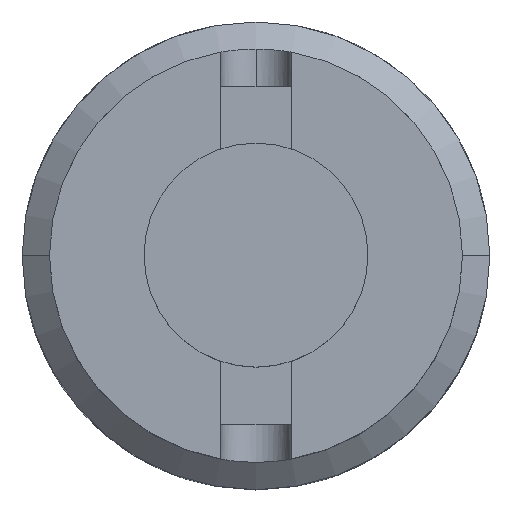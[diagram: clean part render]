
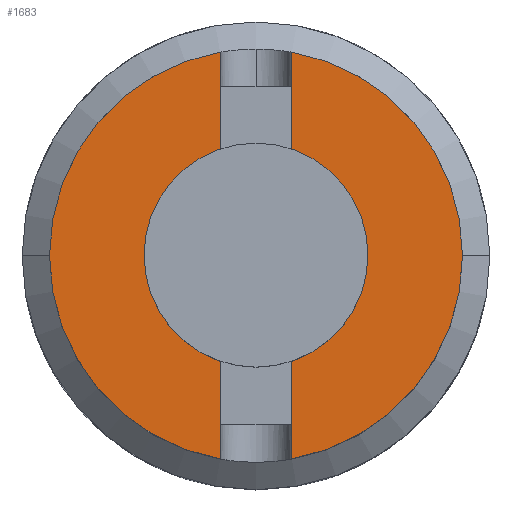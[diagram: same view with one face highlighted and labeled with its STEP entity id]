
A CAD part, top view. The second image highlights one B-rep face of the part: STEP entity #1683.
In plain terms, the highlighted planar face has unit normal (0, 0, 1).
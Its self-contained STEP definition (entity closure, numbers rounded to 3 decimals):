
#12 = DIRECTION ( 'NONE',  ( -1., 0., 0. ) ) ;
#50 = CARTESIAN_POINT ( 'NONE',  ( 4.763, -22.775, 50.8 ) ) ;
#72 = VECTOR ( 'NONE', #4562, 1000. ) ;
#127 = AXIS2_PLACEMENT_3D ( 'NONE', #432, #1717, #1900 ) ;
#132 = EDGE_CURVE ( 'NONE', #892, #5363, #4356, .T. ) ;
#240 = CARTESIAN_POINT ( 'NONE',  ( -4.762, 27.813, 50.8 ) ) ;
#344 = DIRECTION ( 'NONE',  ( -1., 0., 0. ) ) ;
#347 = VECTOR ( 'NONE', #3420, 1000. ) ;
#361 = VERTEX_POINT ( 'NONE', #3348 ) ;
#371 = CARTESIAN_POINT ( 'NONE',  ( -4.762, -13.25, 50.8 ) ) ;
#407 = CARTESIAN_POINT ( 'NONE',  ( 0., 0., 50.8 ) ) ;
#408 = AXIS2_PLACEMENT_3D ( 'NONE', #1278, #5394, #344 ) ;
#420 = VERTEX_POINT ( 'NONE', #371 ) ;
#424 = ORIENTED_EDGE ( 'NONE', *, *, #132, .F. ) ;
#432 = CARTESIAN_POINT ( 'NONE',  ( 0., 27.813, 50.8 ) ) ;
#433 = EDGE_CURVE ( 'NONE', #1185, #2330, #5088, .T. ) ;
#442 = CARTESIAN_POINT ( 'NONE',  ( -4.762, 27.813, 50.8 ) ) ;
#447 = VERTEX_POINT ( 'NONE', #3506 ) ;
#476 = EDGE_CURVE ( 'NONE', #1842, #3591, #3552, .T. ) ;
#493 = EDGE_CURVE ( 'NONE', #755, #892, #4558, .T. ) ;
#494 = CARTESIAN_POINT ( 'NONE',  ( -4.762, 13.25, 50.8 ) ) ;
#669 = VECTOR ( 'NONE', #4242, 1000. ) ;
#679 = CARTESIAN_POINT ( 'NONE',  ( 4.763, 13.25, 50.8 ) ) ;
#729 = FACE_BOUND ( 'NONE', #4866, .T. ) ;
#749 = ORIENTED_EDGE ( 'NONE', *, *, #4304, .F. ) ;
#755 = VERTEX_POINT ( 'NONE', #781 ) ;
#781 = CARTESIAN_POINT ( 'NONE',  ( -27.813, 0., 50.8 ) ) ;
#785 = VECTOR ( 'NONE', #1413, 1000. ) ;
#822 = DIRECTION ( 'NONE',  ( -1., 0., 0. ) ) ;
#844 = VECTOR ( 'NONE', #3243, 1000. ) ;
#848 = PLANE ( 'NONE',  #127 ) ;
#852 = ORIENTED_EDGE ( 'NONE', *, *, #3067, .T. ) ;
#859 = ORIENTED_EDGE ( 'NONE', *, *, #493, .F. ) ;
#872 = ORIENTED_EDGE ( 'NONE', *, *, #3781, .F. ) ;
#879 = CARTESIAN_POINT ( 'NONE',  ( -4.762, 27.402, 50.8 ) ) ;
#892 = VERTEX_POINT ( 'NONE', #879 ) ;
#981 = VECTOR ( 'NONE', #3168, 1000. ) ;
#982 = VERTEX_POINT ( 'NONE', #2739 ) ;
#1171 = CARTESIAN_POINT ( 'NONE',  ( 0., 0., 50.8 ) ) ;
#1183 = LINE ( 'NONE', #1615, #72 ) ;
#1185 = VERTEX_POINT ( 'NONE', #50 ) ;
#1191 = CARTESIAN_POINT ( 'NONE',  ( 4.763, 27.402, 50.8 ) ) ;
#1210 = EDGE_CURVE ( 'NONE', #361, #2822, #1774, .T. ) ;
#1278 = CARTESIAN_POINT ( 'NONE',  ( 0., 0., 50.8 ) ) ;
#1284 = DIRECTION ( 'NONE',  ( 0., -1., 0. ) ) ;
#1302 = CARTESIAN_POINT ( 'NONE',  ( -4.762, -31.5, 50.8 ) ) ;
#1413 = DIRECTION ( 'NONE',  ( 0., -1., 0. ) ) ;
#1505 = ORIENTED_EDGE ( 'NONE', *, *, #433, .F. ) ;
#1577 = CARTESIAN_POINT ( 'NONE',  ( -4.762, 22.775, 50.8 ) ) ;
#1595 = DIRECTION ( 'NONE',  ( -1., 0., 0. ) ) ;
#1615 = CARTESIAN_POINT ( 'NONE',  ( -4.762, -13.25, 50.8 ) ) ;
#1683 = ADVANCED_FACE ( 'NONE', ( #1840, #729 ), #848, .T. ) ;
#1712 = EDGE_CURVE ( 'NONE', #3956, #447, #2825, .T. ) ;
#1717 = DIRECTION ( 'NONE',  ( 0., 0., 1. ) ) ;
#1774 = LINE ( 'NONE', #1302, #669 ) ;
#1775 = DIRECTION ( 'NONE',  ( 0., 0., -1. ) ) ;
#1781 = VERTEX_POINT ( 'NONE', #3258 ) ;
#1840 = FACE_OUTER_BOUND ( 'NONE', #2316, .T. ) ;
#1842 = VERTEX_POINT ( 'NONE', #2426 ) ;
#1900 = DIRECTION ( 'NONE',  ( 1., 0., 0. ) ) ;
#1903 = LINE ( 'NONE', #3100, #785 ) ;
#1975 = ORIENTED_EDGE ( 'NONE', *, *, #3673, .F. ) ;
#2054 = CARTESIAN_POINT ( 'NONE',  ( -4.762, -22.775, 50.8 ) ) ;
#2122 = DIRECTION ( 'NONE',  ( 0., 1., 0. ) ) ;
#2126 = VECTOR ( 'NONE', #1284, 1000. ) ;
#2215 = DIRECTION ( 'NONE',  ( -1., 0., 0. ) ) ;
#2286 = CARTESIAN_POINT ( 'NONE',  ( 12.7, 0., 50.8 ) ) ;
#2295 = DIRECTION ( 'NONE',  ( 0., 0., -1. ) ) ;
#2303 = AXIS2_PLACEMENT_3D ( 'NONE', #4808, #2295, #5241 ) ;
#2316 = EDGE_LOOP ( 'NONE', ( #4809, #749, #852, #1505, #2421, #2717, #1975, #2534, #4298, #4544, #3601, #424, #859, #872 ) ) ;
#2330 = VERTEX_POINT ( 'NONE', #2486 ) ;
#2390 = EDGE_CURVE ( 'NONE', #3469, #982, #3740, .T. ) ;
#2421 = ORIENTED_EDGE ( 'NONE', *, *, #5308, .F. ) ;
#2422 = CARTESIAN_POINT ( 'NONE',  ( 4.763, -31.5, 50.8 ) ) ;
#2426 = CARTESIAN_POINT ( 'NONE',  ( -4.762, 13.25, 50.8 ) ) ;
#2481 = AXIS2_PLACEMENT_3D ( 'NONE', #1171, #4110, #1595 ) ;
#2486 = CARTESIAN_POINT ( 'NONE',  ( 4.763, -13.25, 50.8 ) ) ;
#2524 = DIRECTION ( 'NONE',  ( 0., 0., -1. ) ) ;
#2534 = ORIENTED_EDGE ( 'NONE', *, *, #4918, .T. ) ;
#2582 = CARTESIAN_POINT ( 'NONE',  ( -4.762, 31.5, 50.8 ) ) ;
#2717 = ORIENTED_EDGE ( 'NONE', *, *, #2390, .F. ) ;
#2739 = CARTESIAN_POINT ( 'NONE',  ( 4.763, -27.402, 50.8 ) ) ;
#2822 = VERTEX_POINT ( 'NONE', #2054 ) ;
#2825 = CIRCLE ( 'NONE', #408, 12.7 ) ;
#2832 = EDGE_CURVE ( 'NONE', #1781, #3591, #4203, .T. ) ;
#2850 = ORIENTED_EDGE ( 'NONE', *, *, #3314, .T. ) ;
#3040 = AXIS2_PLACEMENT_3D ( 'NONE', #5043, #2524, #12 ) ;
#3067 = EDGE_CURVE ( 'NONE', #420, #2330, #1183, .T. ) ;
#3079 = VECTOR ( 'NONE', #2122, 1000. ) ;
#3100 = CARTESIAN_POINT ( 'NONE',  ( 4.763, 31.5, 50.8 ) ) ;
#3168 = DIRECTION ( 'NONE',  ( 0., -1., 0. ) ) ;
#3212 = CIRCLE ( 'NONE', #3040, 27.813 ) ;
#3219 = LINE ( 'NONE', #240, #981 ) ;
#3243 = DIRECTION ( 'NONE',  ( 0., 1., 0. ) ) ;
#3258 = CARTESIAN_POINT ( 'NONE',  ( 4.763, 22.775, 50.8 ) ) ;
#3314 = EDGE_CURVE ( 'NONE', #447, #3956, #4132, .T. ) ;
#3326 = DIRECTION ( 'NONE',  ( 0., 0., -1. ) ) ;
#3348 = CARTESIAN_POINT ( 'NONE',  ( -4.762, -27.402, 50.8 ) ) ;
#3420 = DIRECTION ( 'NONE',  ( 1., 0., 0. ) ) ;
#3469 = VERTEX_POINT ( 'NONE', #4906 ) ;
#3506 = CARTESIAN_POINT ( 'NONE',  ( -12.7, 0., 50.8 ) ) ;
#3552 = LINE ( 'NONE', #494, #347 ) ;
#3591 = VERTEX_POINT ( 'NONE', #679 ) ;
#3596 = CIRCLE ( 'NONE', #2481, 27.813 ) ;
#3601 = ORIENTED_EDGE ( 'NONE', *, *, #3852, .T. ) ;
#3606 = DIRECTION ( 'NONE',  ( 0., -1., 0. ) ) ;
#3673 = EDGE_CURVE ( 'NONE', #5398, #3469, #3596, .T. ) ;
#3740 = CIRCLE ( 'NONE', #5371, 27.813 ) ;
#3781 = EDGE_CURVE ( 'NONE', #361, #755, #3212, .T. ) ;
#3852 = EDGE_CURVE ( 'NONE', #1842, #5363, #5328, .T. ) ;
#3947 = DIRECTION ( 'NONE',  ( 0., 1., 0. ) ) ;
#3956 = VERTEX_POINT ( 'NONE', #2286 ) ;
#4110 = DIRECTION ( 'NONE',  ( 0., 0., -1. ) ) ;
#4132 = CIRCLE ( 'NONE', #2303, 12.7 ) ;
#4203 = LINE ( 'NONE', #4448, #5067 ) ;
#4242 = DIRECTION ( 'NONE',  ( 0., 1., 0. ) ) ;
#4298 = ORIENTED_EDGE ( 'NONE', *, *, #2832, .T. ) ;
#4300 = CARTESIAN_POINT ( 'NONE',  ( 0., 0., 50.8 ) ) ;
#4304 = EDGE_CURVE ( 'NONE', #420, #2822, #3219, .T. ) ;
#4356 = LINE ( 'NONE', #2582, #2126 ) ;
#4448 = CARTESIAN_POINT ( 'NONE',  ( 4.763, 27.813, 50.8 ) ) ;
#4544 = ORIENTED_EDGE ( 'NONE', *, *, #476, .F. ) ;
#4558 = CIRCLE ( 'NONE', #4593, 27.813 ) ;
#4562 = DIRECTION ( 'NONE',  ( 1., 0., 0. ) ) ;
#4593 = AXIS2_PLACEMENT_3D ( 'NONE', #4300, #1775, #2215 ) ;
#4682 = VECTOR ( 'NONE', #3947, 1000. ) ;
#4776 = CARTESIAN_POINT ( 'NONE',  ( 4.763, 27.813, 50.8 ) ) ;
#4808 = CARTESIAN_POINT ( 'NONE',  ( 0., 0., 50.8 ) ) ;
#4809 = ORIENTED_EDGE ( 'NONE', *, *, #1210, .T. ) ;
#4866 = EDGE_LOOP ( 'NONE', ( #2850, #5215 ) ) ;
#4906 = CARTESIAN_POINT ( 'NONE',  ( 27.813, 0., 50.8 ) ) ;
#4918 = EDGE_CURVE ( 'NONE', #5398, #1781, #1903, .T. ) ;
#5043 = CARTESIAN_POINT ( 'NONE',  ( 0., 0., 50.8 ) ) ;
#5067 = VECTOR ( 'NONE', #3606, 1000. ) ;
#5088 = LINE ( 'NONE', #4776, #4682 ) ;
#5215 = ORIENTED_EDGE ( 'NONE', *, *, #1712, .T. ) ;
#5241 = DIRECTION ( 'NONE',  ( -1., 0., 0. ) ) ;
#5308 = EDGE_CURVE ( 'NONE', #982, #1185, #5329, .T. ) ;
#5328 = LINE ( 'NONE', #442, #3079 ) ;
#5329 = LINE ( 'NONE', #2422, #844 ) ;
#5363 = VERTEX_POINT ( 'NONE', #1577 ) ;
#5371 = AXIS2_PLACEMENT_3D ( 'NONE', #407, #3326, #822 ) ;
#5394 = DIRECTION ( 'NONE',  ( 0., 0., -1. ) ) ;
#5398 = VERTEX_POINT ( 'NONE', #1191 ) ;
